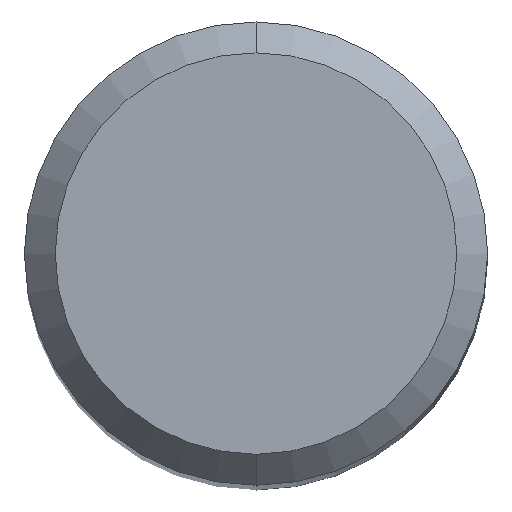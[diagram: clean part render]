
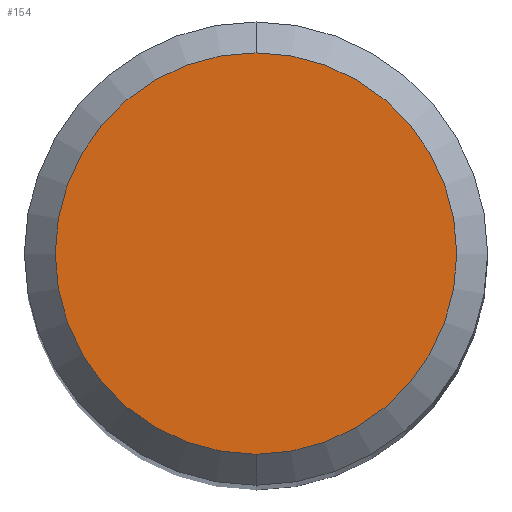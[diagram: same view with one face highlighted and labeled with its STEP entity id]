
A CAD part, top view. The second image highlights one B-rep face of the part: STEP entity #154.
In plain terms, the highlighted planar face has unit normal (0, 0, 1).
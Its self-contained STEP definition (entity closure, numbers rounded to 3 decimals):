
#150=EDGE_CURVE('',#184,#190,#311,.T.);
#154=ADVANCED_FACE('',(#315),#316,.T.);
#184=VERTEX_POINT('',#350);
#190=VERTEX_POINT('',#357);
#224=EDGE_CURVE('',#190,#184,#395,.T.);
#311=CIRCLE('',#493,2.6);
#315=FACE_OUTER_BOUND('',#497,.T.);
#316=PLANE('',#498);
#350=CARTESIAN_POINT('',(0.,-2.6,0.0));
#357=CARTESIAN_POINT('',(0.0,2.6,0.0));
#395=CIRCLE('',#595,2.6);
#493=AXIS2_PLACEMENT_3D('',#687,#688,#689);
#497=EDGE_LOOP('',(#691,#692));
#498=AXIS2_PLACEMENT_3D('',#693,#694,#695);
#595=AXIS2_PLACEMENT_3D('',#796,#797,#798);
#687=CARTESIAN_POINT('',(0.0,0.0,0.0));
#688=DIRECTION('',(0.0,0.0,-1.0));
#689=DIRECTION('',(0.0,1.0,0.0));
#691=ORIENTED_EDGE('',*,*,#224,.F.);
#692=ORIENTED_EDGE('',*,*,#150,.F.);
#693=CARTESIAN_POINT('',(0.0,1.3,0.0));
#694=DIRECTION('',(-0.0,0.0,1.0));
#695=DIRECTION('',(0.0,-1.0,0.0));
#796=CARTESIAN_POINT('',(0.0,0.0,0.0));
#797=DIRECTION('',(0.0,0.0,-1.0));
#798=DIRECTION('',(0.0,1.0,0.0));
